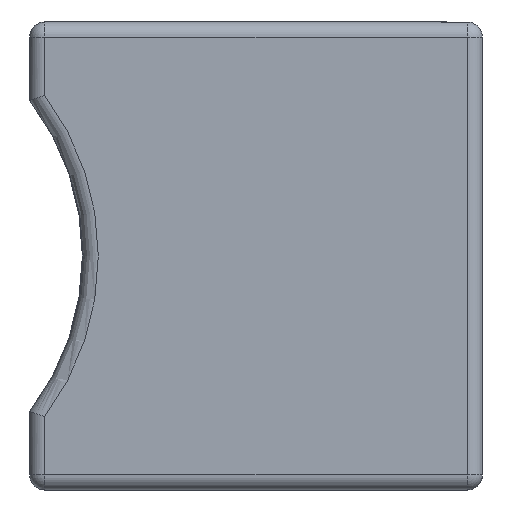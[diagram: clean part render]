
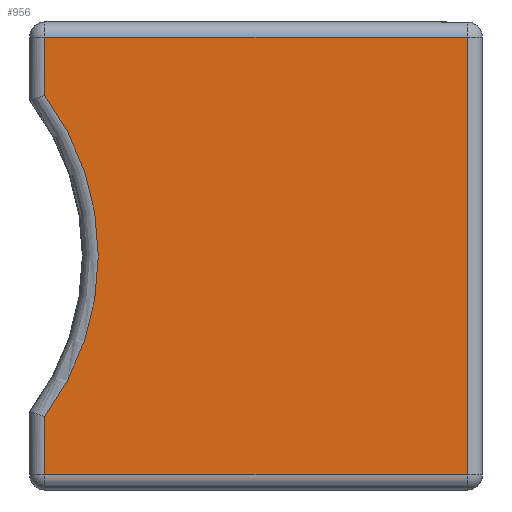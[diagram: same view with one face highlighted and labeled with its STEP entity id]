
A CAD part, front view. The second image highlights one B-rep face of the part: STEP entity #956.
In plain terms, the highlighted planar face has unit normal (0, -1, 0).
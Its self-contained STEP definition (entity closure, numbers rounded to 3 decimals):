
#31 = LINE ( 'NONE', #1720, #417 ) ;
#36 = PLANE ( 'NONE',  #1162 ) ;
#221 = VERTEX_POINT ( 'NONE', #1358 ) ;
#246 = VERTEX_POINT ( 'NONE', #646 ) ;
#257 = DIRECTION ( 'NONE',  ( 0., 0., -1. ) ) ;
#267 = CARTESIAN_POINT ( 'NONE',  ( 30., -1.5, -30. ) ) ;
#276 = CARTESIAN_POINT ( 'NONE',  ( 29., -1.5, -1. ) ) ;
#283 = ORIENTED_EDGE ( 'NONE', *, *, #1016, .T. ) ;
#342 = EDGE_CURVE ( 'NONE', #659, #1415, #1058, .T. ) ;
#352 = EDGE_LOOP ( 'NONE', ( #696, #2086, #283, #904, #1741, #1784 ) ) ;
#417 = VECTOR ( 'NONE', #1159, 1000. ) ;
#452 = CARTESIAN_POINT ( 'NONE',  ( 1., -1.5, -31. ) ) ;
#500 = LINE ( 'NONE', #1239, #1378 ) ;
#516 = CARTESIAN_POINT ( 'NONE',  ( -13.147, -1.5, -15.5 ) ) ;
#595 = DIRECTION ( 'NONE',  ( 0., 0., -1. ) ) ;
#641 = DIRECTION ( 'NONE',  ( 1., 0., 0. ) ) ;
#643 = EDGE_CURVE ( 'NONE', #1717, #659, #500, .T. ) ;
#646 = CARTESIAN_POINT ( 'NONE',  ( 1., -1.5, -30. ) ) ;
#659 = VERTEX_POINT ( 'NONE', #276 ) ;
#694 = DIRECTION ( 'NONE',  ( -1., 0., 0. ) ) ;
#696 = ORIENTED_EDGE ( 'NONE', *, *, #836, .T. ) ;
#836 = EDGE_CURVE ( 'NONE', #221, #1369, #2339, .T. ) ;
#861 = CARTESIAN_POINT ( 'NONE',  ( 1., -1.5, -26.137 ) ) ;
#887 = DIRECTION ( 'NONE',  ( 0., 1., 0. ) ) ;
#904 = ORIENTED_EDGE ( 'NONE', *, *, #643, .T. ) ;
#925 = VECTOR ( 'NONE', #257, 1000. ) ;
#956 = ADVANCED_FACE ( 'NONE', ( #1737 ), #36, .T. ) ;
#974 = LINE ( 'NONE', #452, #925 ) ;
#1016 = EDGE_CURVE ( 'NONE', #246, #1717, #1031, .T. ) ;
#1031 = LINE ( 'NONE', #267, #1082 ) ;
#1058 = LINE ( 'NONE', #1609, #1918 ) ;
#1082 = VECTOR ( 'NONE', #641, 1000. ) ;
#1158 = CARTESIAN_POINT ( 'NONE',  ( 29., -1.5, -30. ) ) ;
#1159 = DIRECTION ( 'NONE',  ( 0., 0., -1. ) ) ;
#1162 = AXIS2_PLACEMENT_3D ( 'NONE', #2120, #1552, #595 ) ;
#1239 = CARTESIAN_POINT ( 'NONE',  ( 29., -1.5, 0. ) ) ;
#1358 = CARTESIAN_POINT ( 'NONE',  ( 1., -1.5, -4.863 ) ) ;
#1369 = VERTEX_POINT ( 'NONE', #861 ) ;
#1378 = VECTOR ( 'NONE', #1987, 1000. ) ;
#1415 = VERTEX_POINT ( 'NONE', #1620 ) ;
#1552 = DIRECTION ( 'NONE',  ( 0., -1., 0. ) ) ;
#1609 = CARTESIAN_POINT ( 'NONE',  ( 0., -1.5, -1. ) ) ;
#1620 = CARTESIAN_POINT ( 'NONE',  ( 1., -1.5, -1. ) ) ;
#1717 = VERTEX_POINT ( 'NONE', #1158 ) ;
#1720 = CARTESIAN_POINT ( 'NONE',  ( 1., -1.5, -5.202 ) ) ;
#1737 = FACE_OUTER_BOUND ( 'NONE', #352, .T. ) ;
#1741 = ORIENTED_EDGE ( 'NONE', *, *, #342, .T. ) ;
#1784 = ORIENTED_EDGE ( 'NONE', *, *, #2178, .T. ) ;
#1838 = DIRECTION ( 'NONE',  ( 0., 0., -1. ) ) ;
#1918 = VECTOR ( 'NONE', #694, 1000. ) ;
#1929 = EDGE_CURVE ( 'NONE', #1369, #246, #974, .T. ) ;
#1987 = DIRECTION ( 'NONE',  ( 0., 0., 1. ) ) ;
#2086 = ORIENTED_EDGE ( 'NONE', *, *, #1929, .T. ) ;
#2120 = CARTESIAN_POINT ( 'NONE',  ( -13.147, -1.5, -15.5 ) ) ;
#2178 = EDGE_CURVE ( 'NONE', #1415, #221, #31, .T. ) ;
#2219 = AXIS2_PLACEMENT_3D ( 'NONE', #516, #887, #1838 ) ;
#2339 = CIRCLE ( 'NONE', #2219, 17.701 ) ;
